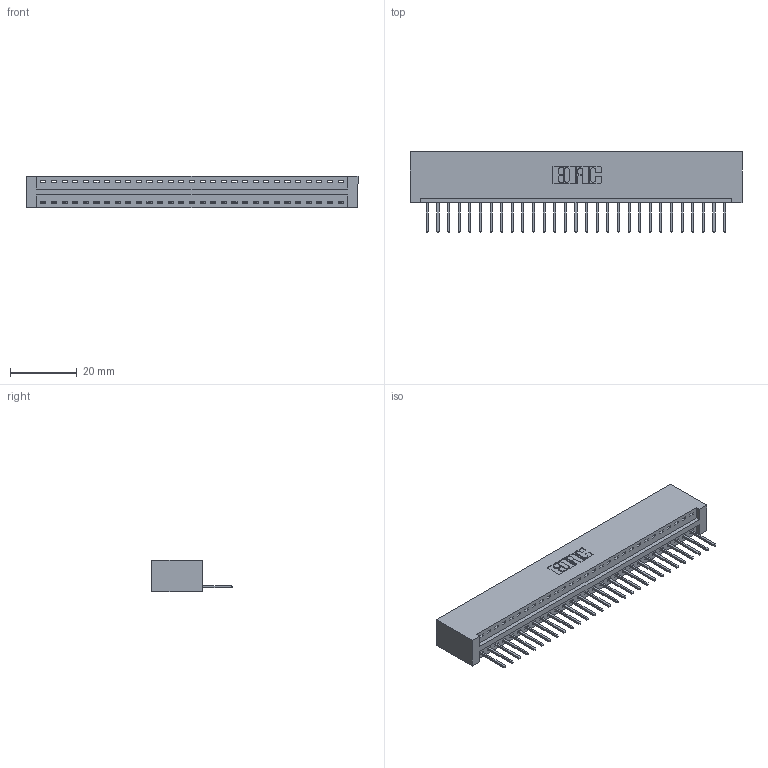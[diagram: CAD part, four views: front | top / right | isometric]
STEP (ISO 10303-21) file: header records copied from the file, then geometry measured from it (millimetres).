
FILE_DESCRIPTION (( 'STEP AP203' ), '1' );
FILE_NAME ('346-029-526-101.STEP', '2022-05-06T14:30:09', ( '' ), ( '' ), 'SwSTEP 2.0', 'SolidWorks 2020', '' );
FILE_SCHEMA (( 'CONFIG_CONTROL_DESIGN' ));
Length unit declared in the file: inch
Products named in the file (3): 346-029-526-101; 346 Part_No Mounting Lugs; 345-292-001_345-293-126
Assembly tree (30 placements, depth 2):
  346-029-526-101
    346 Part_No Mounting Lugs
    345-292-001_345-293-126  x29
Bounding box: 99.31 x 24.13 x 9.4 mm (x, y, z)
Volume: 9943.3 mm3; surface area: 12334.4 mm2
Topology: 30 solids, 30 shells, 1796 faces, 5409 edges, 3566 vertices
Faces by surface type: plane 1232, cylinder 564
Entity records: 19489 total; most frequent: CARTESIAN_POINT 3351, ORIENTED_EDGE 3314, DIRECTION 2967, EDGE_CURVE 1657, LINE 1417, VECTOR 1417, VERTEX_POINT 1102, AXIS2_PLACEMENT_3D 775
